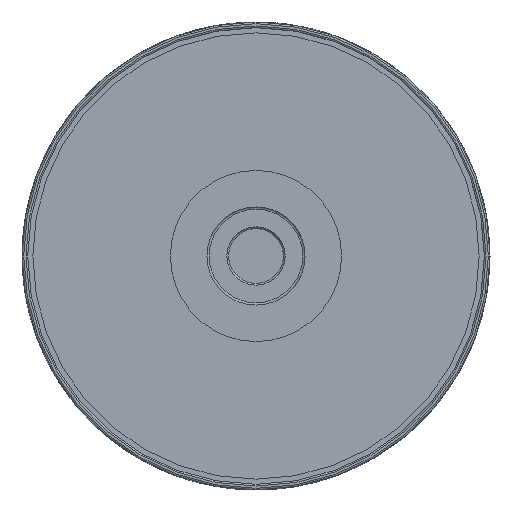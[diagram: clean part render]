
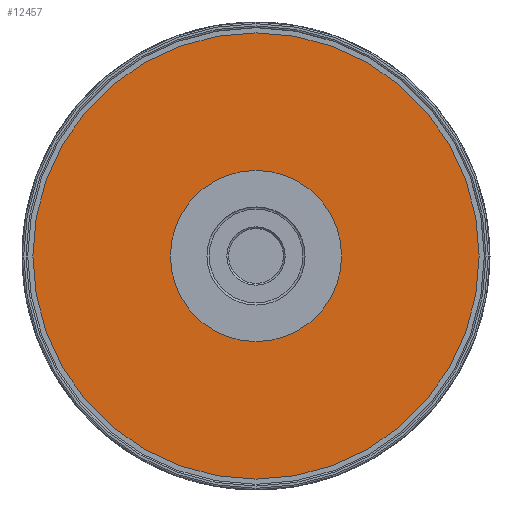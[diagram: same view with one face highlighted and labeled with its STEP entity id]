
A CAD part, front view. The second image highlights one B-rep face of the part: STEP entity #12457.
In plain terms, the highlighted planar face has unit normal (0, -1, 0).
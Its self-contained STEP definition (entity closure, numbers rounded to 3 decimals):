
#173=FACE_BOUND('',#1970,.T.);
#697=PLANE('',#13525);
#1237=FACE_OUTER_BOUND('',#1969,.T.);
#1969=EDGE_LOOP('',(#10258));
#1970=EDGE_LOOP('',(#10259));
#4594=CIRCLE('',#13526,39.1);
#4595=CIRCLE('',#13527,6.35);
#5630=VERTEX_POINT('',#21528);
#5631=VERTEX_POINT('',#21530);
#7226=EDGE_CURVE('',#5630,#5630,#4594,.T.);
#7227=EDGE_CURVE('',#5631,#5631,#4595,.T.);
#10258=ORIENTED_EDGE('',*,*,#7226,.T.);
#10259=ORIENTED_EDGE('',*,*,#7227,.F.);
#12457=ADVANCED_FACE('',(#1237,#173),#697,.F.);
#13525=AXIS2_PLACEMENT_3D('',#21527,#16499,#16500);
#13526=AXIS2_PLACEMENT_3D('',#21529,#16501,#16502);
#13527=AXIS2_PLACEMENT_3D('',#21531,#16503,#16504);
#16499=DIRECTION('center_axis',(0.,1.,0.));
#16500=DIRECTION('ref_axis',(1.,0.,0.));
#16501=DIRECTION('center_axis',(0.,-1.,0.));
#16502=DIRECTION('ref_axis',(1.,0.,0.));
#16503=DIRECTION('center_axis',(0.,-1.,0.));
#16504=DIRECTION('ref_axis',(-1.,0.,0.));
#21527=CARTESIAN_POINT('Origin',(0.,-68.9,
-17.568));
#21528=CARTESIAN_POINT('',(-39.1,-68.9,0.));
#21529=CARTESIAN_POINT('Origin',(0.,-68.9,
0.));
#21530=CARTESIAN_POINT('',(6.35,-68.9,0.));
#21531=CARTESIAN_POINT('Origin',(0.,-68.9,
0.));
